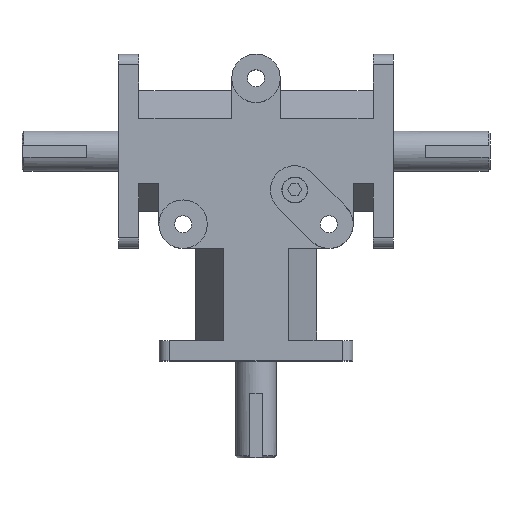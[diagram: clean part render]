
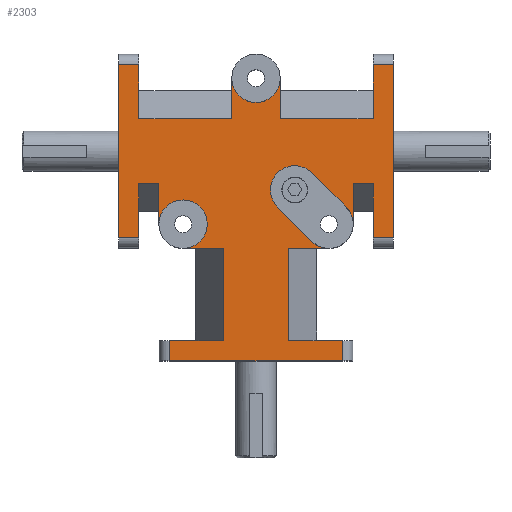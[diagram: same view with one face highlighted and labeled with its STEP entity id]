
A CAD part, top view. The second image highlights one B-rep face of the part: STEP entity #2303.
In plain terms, the highlighted planar face has unit normal (0, 0, 1).
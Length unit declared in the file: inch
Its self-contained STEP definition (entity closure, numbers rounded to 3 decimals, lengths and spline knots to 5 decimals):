
#82=PLANE('',#2499);
#184=FACE_OUTER_BOUND('',#330,.T.);
#330=EDGE_LOOP('',(#1699,#1700,#1701,#1702,#1703,#1704,#1705,#1706,#1707,
#1708,#1709,#1710,#1711,#1712,#1713,#1714,#1715,#1716,#1717,#1718,#1719,
#1720,#1721,#1722,#1723,#1724,#1725,#1726,#1727,#1728,#1729,#1730,#1731,
#1732));
#461=LINE('',#3416,#683);
#468=LINE('',#3446,#690);
#469=LINE('',#3452,#691);
#476=LINE('',#3482,#698);
#479=LINE('',#3497,#701);
#482=LINE('',#3509,#704);
#485=LINE('',#3521,#707);
#495=LINE('',#3543,#717);
#497=LINE('',#3551,#719);
#507=LINE('',#3573,#729);
#509=LINE('',#3580,#731);
#510=LINE('',#3582,#732);
#511=LINE('',#3584,#733);
#512=LINE('',#3588,#734);
#513=LINE('',#3592,#735);
#514=LINE('',#3596,#736);
#515=LINE('',#3597,#737);
#516=LINE('',#3598,#738);
#517=LINE('',#3600,#739);
#518=LINE('',#3602,#740);
#519=LINE('',#3606,#741);
#520=LINE('',#3608,#742);
#521=LINE('',#3609,#743);
#522=LINE('',#3610,#744);
#523=LINE('',#3612,#745);
#524=LINE('',#3614,#746);
#525=LINE('',#3616,#747);
#526=LINE('',#3620,#748);
#527=LINE('',#3621,#749);
#683=VECTOR('',#2740,1.);
#690=VECTOR('',#2767,1.);
#691=VECTOR('',#2772,1.);
#698=VECTOR('',#2799,1.);
#701=VECTOR('',#2812,1.);
#704=VECTOR('',#2823,1.);
#707=VECTOR('',#2834,1.);
#717=VECTOR('',#2850,1.);
#719=VECTOR('',#2858,1.);
#729=VECTOR('',#2874,1.);
#731=VECTOR('',#2882,1.);
#732=VECTOR('',#2883,1.);
#733=VECTOR('',#2884,1.);
#734=VECTOR('',#2887,1.);
#735=VECTOR('',#2890,1.);
#736=VECTOR('',#2893,1.);
#737=VECTOR('',#2894,1.);
#738=VECTOR('',#2895,1.);
#739=VECTOR('',#2896,1.);
#740=VECTOR('',#2897,1.);
#741=VECTOR('',#2900,1.);
#742=VECTOR('',#2901,1.);
#743=VECTOR('',#2902,1.);
#744=VECTOR('',#2903,1.);
#745=VECTOR('',#2904,1.);
#746=VECTOR('',#2905,1.);
#747=VECTOR('',#2906,1.);
#748=VECTOR('',#2909,1.);
#749=VECTOR('',#2910,1.);
#949=CIRCLE('',#2500,0.375);
#950=CIRCLE('',#2501,0.375);
#951=CIRCLE('',#2502,0.375);
#952=CIRCLE('',#2503,0.375);
#953=CIRCLE('',#2504,0.375);
#1024=VERTEX_POINT('',#3413);
#1025=VERTEX_POINT('',#3415);
#1035=VERTEX_POINT('',#3439);
#1038=VERTEX_POINT('',#3444);
#1040=VERTEX_POINT('',#3449);
#1041=VERTEX_POINT('',#3451);
#1051=VERTEX_POINT('',#3475);
#1054=VERTEX_POINT('',#3480);
#1060=VERTEX_POINT('',#3494);
#1061=VERTEX_POINT('',#3496);
#1063=VERTEX_POINT('',#3502);
#1066=VERTEX_POINT('',#3507);
#1071=VERTEX_POINT('',#3520);
#1080=VERTEX_POINT('',#3541);
#1083=VERTEX_POINT('',#3550);
#1092=VERTEX_POINT('',#3571);
#1095=VERTEX_POINT('',#3581);
#1096=VERTEX_POINT('',#3583);
#1097=VERTEX_POINT('',#3585);
#1098=VERTEX_POINT('',#3587);
#1099=VERTEX_POINT('',#3589);
#1100=VERTEX_POINT('',#3591);
#1101=VERTEX_POINT('',#3593);
#1102=VERTEX_POINT('',#3595);
#1103=VERTEX_POINT('',#3599);
#1104=VERTEX_POINT('',#3601);
#1105=VERTEX_POINT('',#3603);
#1106=VERTEX_POINT('',#3605);
#1107=VERTEX_POINT('',#3607);
#1108=VERTEX_POINT('',#3611);
#1109=VERTEX_POINT('',#3613);
#1110=VERTEX_POINT('',#3615);
#1111=VERTEX_POINT('',#3617);
#1112=VERTEX_POINT('',#3619);
#1254=EDGE_CURVE('',#1024,#1025,#461,.T.);
#1268=EDGE_CURVE('',#1038,#1035,#468,.T.);
#1270=EDGE_CURVE('',#1040,#1041,#469,.T.);
#1284=EDGE_CURVE('',#1054,#1051,#476,.T.);
#1290=EDGE_CURVE('',#1060,#1061,#479,.T.);
#1296=EDGE_CURVE('',#1066,#1063,#482,.T.);
#1301=EDGE_CURVE('',#1025,#1071,#485,.T.);
#1313=EDGE_CURVE('',#1080,#1038,#495,.T.);
#1317=EDGE_CURVE('',#1041,#1083,#497,.T.);
#1329=EDGE_CURVE('',#1092,#1054,#507,.T.);
#1333=EDGE_CURVE('',#1035,#1024,#509,.T.);
#1334=EDGE_CURVE('',#1095,#1080,#510,.T.);
#1335=EDGE_CURVE('',#1096,#1095,#511,.T.);
#1336=EDGE_CURVE('',#1096,#1097,#949,.T.);
#1337=EDGE_CURVE('',#1097,#1098,#512,.T.);
#1338=EDGE_CURVE('',#1098,#1099,#950,.T.);
#1339=EDGE_CURVE('',#1099,#1100,#513,.T.);
#1340=EDGE_CURVE('',#1100,#1101,#951,.T.);
#1341=EDGE_CURVE('',#1102,#1101,#514,.T.);
#1342=EDGE_CURVE('',#1083,#1102,#515,.T.);
#1343=EDGE_CURVE('',#1051,#1040,#516,.T.);
#1344=EDGE_CURVE('',#1103,#1092,#517,.T.);
#1345=EDGE_CURVE('',#1104,#1103,#518,.T.);
#1346=EDGE_CURVE('',#1104,#1105,#952,.T.);
#1347=EDGE_CURVE('',#1106,#1105,#519,.T.);
#1348=EDGE_CURVE('',#1107,#1106,#520,.T.);
#1349=EDGE_CURVE('',#1061,#1107,#521,.T.);
#1350=EDGE_CURVE('',#1063,#1060,#522,.T.);
#1351=EDGE_CURVE('',#1108,#1066,#523,.T.);
#1352=EDGE_CURVE('',#1109,#1108,#524,.T.);
#1353=EDGE_CURVE('',#1110,#1109,#525,.T.);
#1354=EDGE_CURVE('',#1110,#1111,#953,.T.);
#1355=EDGE_CURVE('',#1112,#1111,#526,.T.);
#1356=EDGE_CURVE('',#1071,#1112,#527,.T.);
#1699=ORIENTED_EDGE('',*,*,#1254,.F.);
#1700=ORIENTED_EDGE('',*,*,#1333,.F.);
#1701=ORIENTED_EDGE('',*,*,#1268,.F.);
#1702=ORIENTED_EDGE('',*,*,#1313,.F.);
#1703=ORIENTED_EDGE('',*,*,#1334,.F.);
#1704=ORIENTED_EDGE('',*,*,#1335,.F.);
#1705=ORIENTED_EDGE('',*,*,#1336,.T.);
#1706=ORIENTED_EDGE('',*,*,#1337,.T.);
#1707=ORIENTED_EDGE('',*,*,#1338,.T.);
#1708=ORIENTED_EDGE('',*,*,#1339,.T.);
#1709=ORIENTED_EDGE('',*,*,#1340,.T.);
#1710=ORIENTED_EDGE('',*,*,#1341,.F.);
#1711=ORIENTED_EDGE('',*,*,#1342,.F.);
#1712=ORIENTED_EDGE('',*,*,#1317,.F.);
#1713=ORIENTED_EDGE('',*,*,#1270,.F.);
#1714=ORIENTED_EDGE('',*,*,#1343,.F.);
#1715=ORIENTED_EDGE('',*,*,#1284,.F.);
#1716=ORIENTED_EDGE('',*,*,#1329,.F.);
#1717=ORIENTED_EDGE('',*,*,#1344,.F.);
#1718=ORIENTED_EDGE('',*,*,#1345,.F.);
#1719=ORIENTED_EDGE('',*,*,#1346,.T.);
#1720=ORIENTED_EDGE('',*,*,#1347,.F.);
#1721=ORIENTED_EDGE('',*,*,#1348,.F.);
#1722=ORIENTED_EDGE('',*,*,#1349,.F.);
#1723=ORIENTED_EDGE('',*,*,#1290,.F.);
#1724=ORIENTED_EDGE('',*,*,#1350,.F.);
#1725=ORIENTED_EDGE('',*,*,#1296,.F.);
#1726=ORIENTED_EDGE('',*,*,#1351,.F.);
#1727=ORIENTED_EDGE('',*,*,#1352,.F.);
#1728=ORIENTED_EDGE('',*,*,#1353,.F.);
#1729=ORIENTED_EDGE('',*,*,#1354,.T.);
#1730=ORIENTED_EDGE('',*,*,#1355,.F.);
#1731=ORIENTED_EDGE('',*,*,#1356,.F.);
#1732=ORIENTED_EDGE('',*,*,#1301,.F.);
#2303=ADVANCED_FACE('',(#184),#82,.T.);
#2499=AXIS2_PLACEMENT_3D('',#3579,#2880,#2881);
#2500=AXIS2_PLACEMENT_3D('',#3586,#2885,#2886);
#2501=AXIS2_PLACEMENT_3D('',#3590,#2888,#2889);
#2502=AXIS2_PLACEMENT_3D('',#3594,#2891,#2892);
#2503=AXIS2_PLACEMENT_3D('',#3604,#2898,#2899);
#2504=AXIS2_PLACEMENT_3D('',#3618,#2907,#2908);
#2740=DIRECTION('',(0.,1.,0.));
#2767=DIRECTION('',(0.,-1.,0.));
#2772=DIRECTION('',(-1.,0.,0.));
#2799=DIRECTION('',(1.,0.,0.));
#2812=DIRECTION('',(1.,0.,0.));
#2823=DIRECTION('',(-1.,0.,0.));
#2834=DIRECTION('',(1.,0.,0.));
#2850=DIRECTION('',(1.,0.,0.));
#2858=DIRECTION('',(0.,1.,0.));
#2874=DIRECTION('',(0.,1.,0.));
#2880=DIRECTION('center_axis',(0.,0.,1.));
#2881=DIRECTION('ref_axis',(-1.,0.,0.));
#2882=DIRECTION('',(-1.,0.,0.));
#2883=DIRECTION('',(0.,-1.,0.));
#2884=DIRECTION('',(-1.,0.,0.));
#2885=DIRECTION('center_axis',(0.,0.,-1.));
#2886=DIRECTION('ref_axis',(1.,0.,0.));
#2887=DIRECTION('',(-0.707,0.707,0.));
#2888=DIRECTION('center_axis',(0.,0.,-1.));
#2889=DIRECTION('ref_axis',(1.,0.,0.));
#2890=DIRECTION('',(0.707,-0.707,0.));
#2891=DIRECTION('center_axis',(0.,0.,-1.));
#2892=DIRECTION('ref_axis',(1.,0.,0.));
#2893=DIRECTION('',(0.,-1.,0.));
#2894=DIRECTION('',(-1.,0.,0.));
#2895=DIRECTION('',(0.,-1.,0.));
#2896=DIRECTION('',(1.,0.,0.));
#2897=DIRECTION('',(0.,-1.,0.));
#2898=DIRECTION('center_axis',(0.,0.,-1.));
#2899=DIRECTION('ref_axis',(1.,0.,0.));
#2900=DIRECTION('',(0.,1.,0.));
#2901=DIRECTION('',(1.,0.,0.));
#2902=DIRECTION('',(0.,-1.,0.));
#2903=DIRECTION('',(0.,1.,0.));
#2904=DIRECTION('',(0.,-1.,0.));
#2905=DIRECTION('',(-1.,0.,0.));
#2906=DIRECTION('',(0.,1.,0.));
#2907=DIRECTION('center_axis',(0.,0.,-1.));
#2908=DIRECTION('ref_axis',(1.,0.,0.));
#2909=DIRECTION('',(-1.,0.,0.));
#2910=DIRECTION('',(0.,1.,0.));
#3413=CARTESIAN_POINT('',(-1.34,0.,1.));
#3415=CARTESIAN_POINT('',(-1.34,0.31,1.));
#3416=CARTESIAN_POINT('',(-1.34,1.36871,1.));
#3439=CARTESIAN_POINT('',(1.34,0.,1.));
#3444=CARTESIAN_POINT('',(1.34,0.31,1.));
#3446=CARTESIAN_POINT('',(1.34,1.21371,1.));
#3449=CARTESIAN_POINT('',(2.125,1.91,1.));
#3451=CARTESIAN_POINT('',(1.815,1.91,1.));
#3452=CARTESIAN_POINT('',(0.9075,1.91,1.));
#3475=CARTESIAN_POINT('',(2.125,4.59,1.));
#3480=CARTESIAN_POINT('',(1.815,4.59,1.));
#3482=CARTESIAN_POINT('',(1.0625,4.59,1.));
#3494=CARTESIAN_POINT('',(-2.125,4.59,1.));
#3496=CARTESIAN_POINT('',(-1.815,4.59,1.));
#3497=CARTESIAN_POINT('',(-0.9075,4.59,1.));
#3502=CARTESIAN_POINT('',(-2.125,1.91,1.));
#3507=CARTESIAN_POINT('',(-1.815,1.91,1.));
#3509=CARTESIAN_POINT('',(-1.0625,1.91,1.));
#3520=CARTESIAN_POINT('',(-0.50449,0.31,1.));
#3521=CARTESIAN_POINT('',(-0.46875,0.31,1.));
#3541=CARTESIAN_POINT('',(0.50449,0.31,1.));
#3543=CARTESIAN_POINT('',(0.9375,0.31,1.));
#3550=CARTESIAN_POINT('',(1.815,2.74551,1.));
#3551=CARTESIAN_POINT('',(1.815,2.36996,1.));
#3571=CARTESIAN_POINT('',(1.815,3.75449,1.));
#3573=CARTESIAN_POINT('',(1.815,4.1875,1.));
#3579=CARTESIAN_POINT('Origin',(0.,2.42743,1.));
#3580=CARTESIAN_POINT('',(-1.5,0.,1.));
#3581=CARTESIAN_POINT('',(0.50449,1.745,1.));
#3582=CARTESIAN_POINT('',(0.50449,1.36871,1.));
#3583=CARTESIAN_POINT('',(1.13,1.745,1.));
#3584=CARTESIAN_POINT('',(0.46875,1.745,1.));
#3585=CARTESIAN_POINT('',(0.86483,1.85483,1.));
#3586=CARTESIAN_POINT('Origin',(1.13,2.12,1.));
#3587=CARTESIAN_POINT('',(0.33483,2.38483,1.));
#3588=CARTESIAN_POINT('',(0.50548,2.21419,1.));
#3589=CARTESIAN_POINT('',(0.86517,2.91517,1.));
#3590=CARTESIAN_POINT('Origin',(0.6,2.65,1.));
#3591=CARTESIAN_POINT('',(1.39517,2.38517,1.));
#3592=CARTESIAN_POINT('',(0.77081,3.00952,1.));
#3593=CARTESIAN_POINT('',(1.505,2.12,1.));
#3594=CARTESIAN_POINT('Origin',(1.13,2.12,1.));
#3595=CARTESIAN_POINT('',(1.505,2.74551,1.));
#3596=CARTESIAN_POINT('',(1.505,2.12,1.));
#3597=CARTESIAN_POINT('',(0.7525,2.74551,1.));
#3598=CARTESIAN_POINT('',(2.125,1.75,1.));
#3599=CARTESIAN_POINT('',(0.375,3.75449,1.));
#3600=CARTESIAN_POINT('',(0.9075,3.75449,1.));
#3601=CARTESIAN_POINT('',(0.375,4.38,1.));
#3602=CARTESIAN_POINT('',(0.375,3.30746,1.));
#3603=CARTESIAN_POINT('',(-0.375,4.38,1.));
#3604=CARTESIAN_POINT('Origin',(0.,4.38,1.));
#3605=CARTESIAN_POINT('',(-0.375,3.75449,1.));
#3606=CARTESIAN_POINT('',(-0.375,4.1875,1.));
#3607=CARTESIAN_POINT('',(-1.815,3.75449,1.));
#3608=CARTESIAN_POINT('',(-0.1875,3.75449,1.));
#3609=CARTESIAN_POINT('',(-1.815,3.30746,1.));
#3610=CARTESIAN_POINT('',(-2.125,1.75,1.));
#3611=CARTESIAN_POINT('',(-1.815,2.74551,1.));
#3612=CARTESIAN_POINT('',(-1.815,1.75,1.));
#3613=CARTESIAN_POINT('',(-1.505,2.74551,1.));
#3614=CARTESIAN_POINT('',(-0.9075,2.74551,1.));
#3615=CARTESIAN_POINT('',(-1.505,2.12,1.));
#3616=CARTESIAN_POINT('',(-1.505,2.36996,1.));
#3617=CARTESIAN_POINT('',(-1.13,1.745,1.));
#3618=CARTESIAN_POINT('Origin',(-1.13,2.12,1.));
#3619=CARTESIAN_POINT('',(-0.50449,1.745,1.));
#3620=CARTESIAN_POINT('',(-0.9375,1.745,1.));
#3621=CARTESIAN_POINT('',(-0.50449,2.08621,1.));
